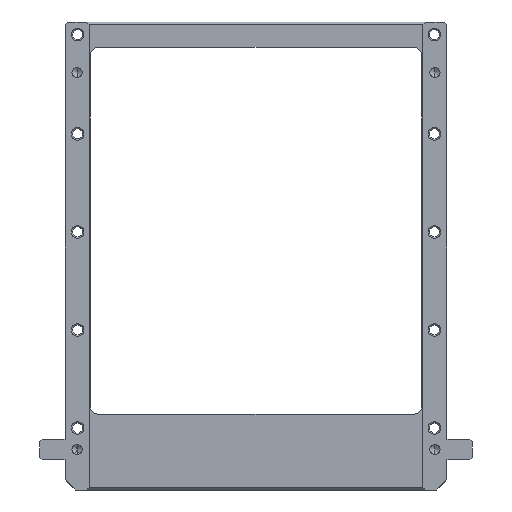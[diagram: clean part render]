
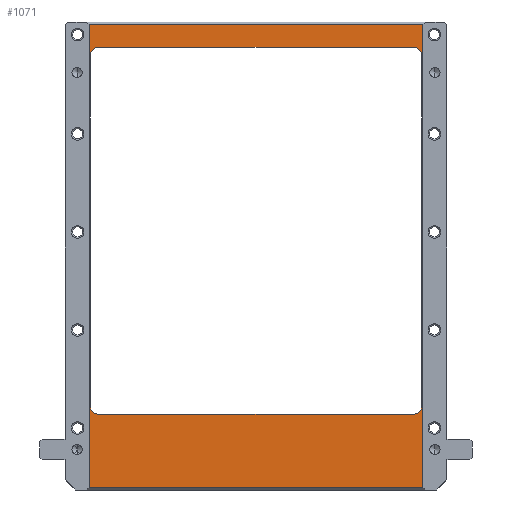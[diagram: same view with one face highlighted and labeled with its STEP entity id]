
A CAD part, front view. The second image highlights one B-rep face of the part: STEP entity #1071.
In plain terms, the highlighted planar face has unit normal (0, -1, 0).
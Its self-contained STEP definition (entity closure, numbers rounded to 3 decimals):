
#3 = CARTESIAN_POINT ( 'NONE',  ( 114.61, 0.75, 36.642 ) ) ;
#27 = VERTEX_POINT ( 'NONE', #2163 ) ;
#84 = DIRECTION ( 'NONE',  ( 0., 0., 1. ) ) ;
#94 = VERTEX_POINT ( 'NONE', #1089 ) ;
#326 = CARTESIAN_POINT ( 'NONE',  ( -16.39, 0.75, 178.642 ) ) ;
#380 = VECTOR ( 'NONE', #3457, 1000. ) ;
#391 = DIRECTION ( 'NONE',  ( 0., 0., -1. ) ) ;
#462 = ORIENTED_EDGE ( 'NONE', *, *, #2489, .F. ) ;
#504 = VERTEX_POINT ( 'NONE', #4295 ) ;
#583 = AXIS2_PLACEMENT_3D ( 'NONE', #1983, #1202, #1552 ) ;
#620 = CARTESIAN_POINT ( 'NONE',  ( -16.39, 0.75, 36.642 ) ) ;
#631 = VERTEX_POINT ( 'NONE', #881 ) ;
#683 = ORIENTED_EDGE ( 'NONE', *, *, #2493, .T. ) ;
#687 = VECTOR ( 'NONE', #2864, 1000. ) ;
#689 = CARTESIAN_POINT ( 'NONE',  ( 115.11, 0.75, 188.642 ) ) ;
#783 = CARTESIAN_POINT ( 'NONE',  ( -16.89, 0.75, 188.642 ) ) ;
#867 = FACE_BOUND ( 'NONE', #1257, .T. ) ;
#881 = CARTESIAN_POINT ( 'NONE',  ( 115.11, 0.75, 187.642 ) ) ;
#919 = EDGE_LOOP ( 'NONE', ( #462, #1794, #2905, #1764 ) ) ;
#925 = VERTEX_POINT ( 'NONE', #3653 ) ;
#940 = CARTESIAN_POINT ( 'NONE',  ( -13.39, 0.75, 36.642 ) ) ;
#1061 = VECTOR ( 'NONE', #1098, 1000. ) ;
#1071 = ADVANCED_FACE ( 'NONE', ( #1662, #867 ), #2360, .T. ) ;
#1089 = CARTESIAN_POINT ( 'NONE',  ( 115.11, 0.75, 4.642 ) ) ;
#1098 = DIRECTION ( 'NONE',  ( -1., 0., 0. ) ) ;
#1132 = VERTEX_POINT ( 'NONE', #3169 ) ;
#1149 = DIRECTION ( 'NONE',  ( 0., 1., 0. ) ) ;
#1193 = VERTEX_POINT ( 'NONE', #3907 ) ;
#1202 = DIRECTION ( 'NONE',  ( 0., 1., 0. ) ) ;
#1257 = EDGE_LOOP ( 'NONE', ( #1404, #2133, #1837, #1650, #683, #3633, #4028, #4408 ) ) ;
#1303 = DIRECTION ( 'NONE',  ( -1., 0., 0. ) ) ;
#1404 = ORIENTED_EDGE ( 'NONE', *, *, #2536, .T. ) ;
#1421 = DIRECTION ( 'NONE',  ( 0., 0., -1. ) ) ;
#1434 = VERTEX_POINT ( 'NONE', #2661 ) ;
#1490 = LINE ( 'NONE', #4517, #3539 ) ;
#1552 = DIRECTION ( 'NONE',  ( 0., 0., -1. ) ) ;
#1649 = VERTEX_POINT ( 'NONE', #3 ) ;
#1650 = ORIENTED_EDGE ( 'NONE', *, *, #3913, .T. ) ;
#1654 = LINE ( 'NONE', #326, #380 ) ;
#1662 = FACE_OUTER_BOUND ( 'NONE', #919, .T. ) ;
#1704 = CARTESIAN_POINT ( 'NONE',  ( -13.39, 0.75, 33.642 ) ) ;
#1706 = VECTOR ( 'NONE', #2501, 1000. ) ;
#1729 = VECTOR ( 'NONE', #84, 1000. ) ;
#1738 = EDGE_CURVE ( 'NONE', #2909, #1649, #4364, .T. ) ;
#1764 = ORIENTED_EDGE ( 'NONE', *, *, #4589, .T. ) ;
#1790 = DIRECTION ( 'NONE',  ( 0., 1., 0. ) ) ;
#1794 = ORIENTED_EDGE ( 'NONE', *, *, #2708, .T. ) ;
#1837 = ORIENTED_EDGE ( 'NONE', *, *, #2014, .T. ) ;
#1983 = CARTESIAN_POINT ( 'NONE',  ( -13.39, 0.75, 175.642 ) ) ;
#1998 = CIRCLE ( 'NONE', #583, 3. ) ;
#2012 = DIRECTION ( 'NONE',  ( 0., -1., 0. ) ) ;
#2014 = EDGE_CURVE ( 'NONE', #3177, #1132, #1654, .T. ) ;
#2095 = CIRCLE ( 'NONE', #2697, 3. ) ;
#2126 = CARTESIAN_POINT ( 'NONE',  ( -16.39, 0.75, 178.642 ) ) ;
#2133 = ORIENTED_EDGE ( 'NONE', *, *, #3241, .T. ) ;
#2161 = EDGE_CURVE ( 'NONE', #925, #1434, #2848, .T. ) ;
#2163 = CARTESIAN_POINT ( 'NONE',  ( -13.39, 0.75, 178.642 ) ) ;
#2255 = EDGE_CURVE ( 'NONE', #1649, #504, #2095, .T. ) ;
#2258 = AXIS2_PLACEMENT_3D ( 'NONE', #940, #3451, #2365 ) ;
#2292 = CARTESIAN_POINT ( 'NONE',  ( 111.61, 0.75, 36.642 ) ) ;
#2360 = PLANE ( 'NONE',  #3795 ) ;
#2365 = DIRECTION ( 'NONE',  ( 0., 0., -1. ) ) ;
#2389 = VECTOR ( 'NONE', #3247, 1000. ) ;
#2444 = AXIS2_PLACEMENT_3D ( 'NONE', #2559, #1790, #391 ) ;
#2461 = LINE ( 'NONE', #689, #2701 ) ;
#2481 = LINE ( 'NONE', #4309, #1061 ) ;
#2489 = EDGE_CURVE ( 'NONE', #631, #94, #2461, .T. ) ;
#2493 = EDGE_CURVE ( 'NONE', #27, #1193, #3958, .T. ) ;
#2501 = DIRECTION ( 'NONE',  ( 1., 0., 0. ) ) ;
#2536 = EDGE_CURVE ( 'NONE', #504, #2857, #2481, .T. ) ;
#2559 = CARTESIAN_POINT ( 'NONE',  ( 111.61, 0.75, 175.642 ) ) ;
#2572 = DIRECTION ( 'NONE',  ( 0., 0., -1. ) ) ;
#2661 = CARTESIAN_POINT ( 'NONE',  ( -16.89, 0.75, 187.642 ) ) ;
#2697 = AXIS2_PLACEMENT_3D ( 'NONE', #2292, #1149, #2572 ) ;
#2701 = VECTOR ( 'NONE', #1421, 1000. ) ;
#2708 = EDGE_CURVE ( 'NONE', #631, #1434, #1490, .T. ) ;
#2729 = CARTESIAN_POINT ( 'NONE',  ( 114.61, 0.75, 175.642 ) ) ;
#2774 = LINE ( 'NONE', #4549, #1706 ) ;
#2848 = LINE ( 'NONE', #783, #1729 ) ;
#2857 = VERTEX_POINT ( 'NONE', #1704 ) ;
#2864 = DIRECTION ( 'NONE',  ( 1., 0., 0. ) ) ;
#2895 = CARTESIAN_POINT ( 'NONE',  ( 114.61, 0.75, 178.642 ) ) ;
#2905 = ORIENTED_EDGE ( 'NONE', *, *, #2161, .F. ) ;
#2909 = VERTEX_POINT ( 'NONE', #2729 ) ;
#3169 = CARTESIAN_POINT ( 'NONE',  ( -16.39, 0.75, 175.642 ) ) ;
#3177 = VERTEX_POINT ( 'NONE', #620 ) ;
#3241 = EDGE_CURVE ( 'NONE', #2857, #3177, #3316, .T. ) ;
#3247 = DIRECTION ( 'NONE',  ( 0., 0., -1. ) ) ;
#3316 = CIRCLE ( 'NONE', #2258, 3. ) ;
#3447 = DIRECTION ( 'NONE',  ( 0., 0., -1. ) ) ;
#3451 = DIRECTION ( 'NONE',  ( 0., 1., 0. ) ) ;
#3457 = DIRECTION ( 'NONE',  ( 0., 0., 1. ) ) ;
#3539 = VECTOR ( 'NONE', #1303, 1000. ) ;
#3633 = ORIENTED_EDGE ( 'NONE', *, *, #3821, .T. ) ;
#3653 = CARTESIAN_POINT ( 'NONE',  ( -16.89, 0.75, 4.642 ) ) ;
#3795 = AXIS2_PLACEMENT_3D ( 'NONE', #3797, #2012, #3447 ) ;
#3797 = CARTESIAN_POINT ( 'NONE',  ( 0., 0.75, 0. ) ) ;
#3821 = EDGE_CURVE ( 'NONE', #1193, #2909, #4612, .T. ) ;
#3907 = CARTESIAN_POINT ( 'NONE',  ( 111.61, 0.75, 178.642 ) ) ;
#3913 = EDGE_CURVE ( 'NONE', #1132, #27, #1998, .T. ) ;
#3958 = LINE ( 'NONE', #2126, #687 ) ;
#4028 = ORIENTED_EDGE ( 'NONE', *, *, #1738, .T. ) ;
#4295 = CARTESIAN_POINT ( 'NONE',  ( 111.61, 0.75, 33.642 ) ) ;
#4309 = CARTESIAN_POINT ( 'NONE',  ( -16.39, 0.75, 33.642 ) ) ;
#4364 = LINE ( 'NONE', #2895, #2389 ) ;
#4408 = ORIENTED_EDGE ( 'NONE', *, *, #2255, .T. ) ;
#4517 = CARTESIAN_POINT ( 'NONE',  ( -16.89, 0.75, 187.642 ) ) ;
#4549 = CARTESIAN_POINT ( 'NONE',  ( 115.11, 0.75, 4.642 ) ) ;
#4589 = EDGE_CURVE ( 'NONE', #925, #94, #2774, .T. ) ;
#4612 = CIRCLE ( 'NONE', #2444, 3. ) ;
